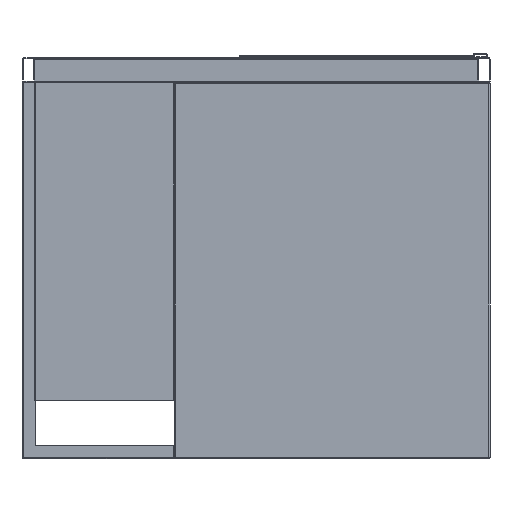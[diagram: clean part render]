
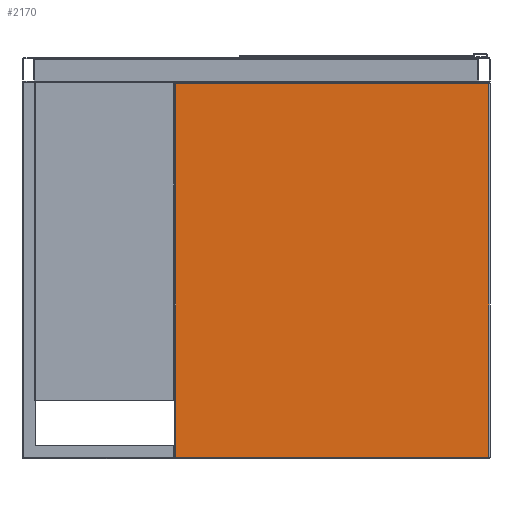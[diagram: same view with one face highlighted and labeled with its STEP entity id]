
A CAD part, front view. The second image highlights one B-rep face of the part: STEP entity #2170.
In plain terms, the highlighted planar face has unit normal (0, -1, 0).
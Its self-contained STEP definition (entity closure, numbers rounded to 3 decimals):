
#39 = VECTOR ( 'NONE', #13322, 1000. ) ;
#422 = VERTEX_POINT ( 'NONE', #21526 ) ;
#573 = ORIENTED_EDGE ( 'NONE', *, *, #9966, .T. ) ;
#2054 = PLANE ( 'NONE',  #24538 ) ;
#2170 = ADVANCED_FACE ( 'Fl�che8', ( #22952 ), #2054, .T. ) ;
#7092 = VECTOR ( 'NONE', #30281, 1000. ) ;
#7495 = VERTEX_POINT ( 'NONE', #30242 ) ;
#8065 = ORIENTED_EDGE ( 'NONE', *, *, #9063, .T. ) ;
#9063 = EDGE_CURVE ( 'NONE', #7495, #14502, #17056, .T. ) ;
#9966 = EDGE_CURVE ( 'NONE', #14502, #22987, #23221, .T. ) ;
#10845 = LINE ( 'NONE', #25359, #7092 ) ;
#11157 = CARTESIAN_POINT ( 'NONE',  ( -260., -350., -42. ) ) ;
#11351 = LINE ( 'NONE', #28650, #14629 ) ;
#12733 = CARTESIAN_POINT ( 'NONE',  ( -260., -350., -660. ) ) ;
#13322 = DIRECTION ( 'NONE',  ( 0., 0., -1. ) ) ;
#14219 = ORIENTED_EDGE ( 'NONE', *, *, #30195, .T. ) ;
#14470 = EDGE_CURVE ( 'NONE', #22987, #422, #10845, .T. ) ;
#14502 = VERTEX_POINT ( 'NONE', #25844 ) ;
#14629 = VECTOR ( 'NONE', #26184, 1000. ) ;
#15298 = CARTESIAN_POINT ( 'NONE',  ( -258., -350., -660. ) ) ;
#17056 = LINE ( 'NONE', #11157, #24760 ) ;
#20324 = DIRECTION ( 'NONE',  ( 0., 0., -1. ) ) ;
#21526 = CARTESIAN_POINT ( 'NONE',  ( 258., -350., -658. ) ) ;
#22952 = FACE_OUTER_BOUND ( 'NONE', #32415, .T. ) ;
#22987 = VERTEX_POINT ( 'NONE', #27219 ) ;
#23221 = LINE ( 'NONE', #15298, #39 ) ;
#24538 = AXIS2_PLACEMENT_3D ( 'NONE', #12733, #25576, #20324 ) ;
#24760 = VECTOR ( 'NONE', #27087, 1000. ) ;
#25359 = CARTESIAN_POINT ( 'NONE',  ( -260., -350., -658. ) ) ;
#25576 = DIRECTION ( 'NONE',  ( 0., -1., 0. ) ) ;
#25844 = CARTESIAN_POINT ( 'NONE',  ( -258., -350., -42. ) ) ;
#26184 = DIRECTION ( 'NONE',  ( 0., 0., 1. ) ) ;
#27087 = DIRECTION ( 'NONE',  ( -1., 0., 0. ) ) ;
#27219 = CARTESIAN_POINT ( 'NONE',  ( -258., -350., -658. ) ) ;
#28650 = CARTESIAN_POINT ( 'NONE',  ( 258., -350., -660. ) ) ;
#30065 = ORIENTED_EDGE ( 'NONE', *, *, #14470, .T. ) ;
#30195 = EDGE_CURVE ( 'NONE', #422, #7495, #11351, .T. ) ;
#30242 = CARTESIAN_POINT ( 'NONE',  ( 258., -350., -42. ) ) ;
#30281 = DIRECTION ( 'NONE',  ( 1., 0., 0. ) ) ;
#32415 = EDGE_LOOP ( 'NONE', ( #8065, #573, #30065, #14219 ) ) ;
